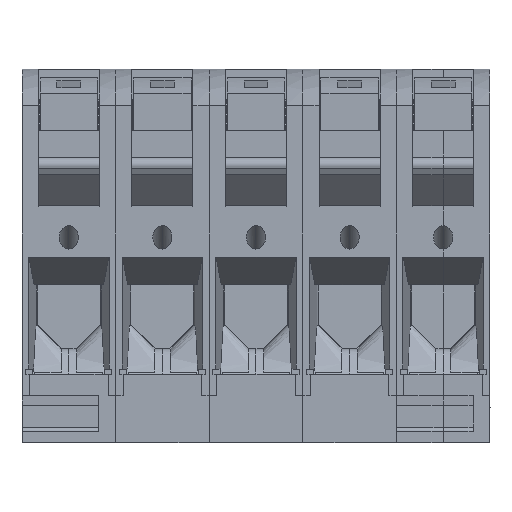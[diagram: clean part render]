
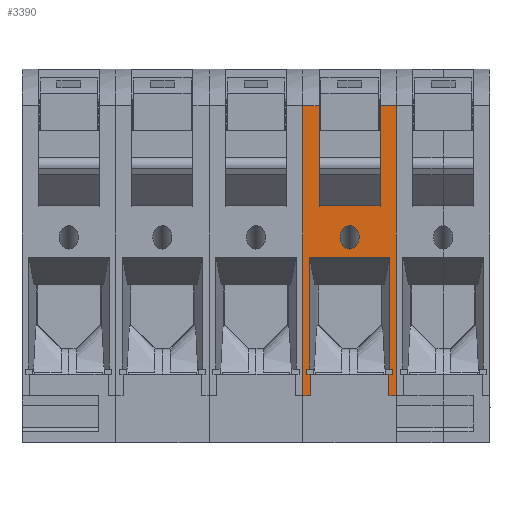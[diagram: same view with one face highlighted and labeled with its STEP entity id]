
A CAD part, front view. The second image highlights one B-rep face of the part: STEP entity #3390.
In plain terms, the highlighted face is planar.
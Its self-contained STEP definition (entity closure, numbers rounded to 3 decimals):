
#1570=CARTESIAN_POINT('',(-46.016,-81.617,
50.));
#1580=DIRECTION('',(1.,0.,0.));
#1590=DIRECTION('',(0.,-1.,0.));
#1600=AXIS2_PLACEMENT_3D('',#1570,#1580,#1590);
#1610=PLANE('',#1600);
#1620=CARTESIAN_POINT('',(-46.016,-4.161,
-23.));
#1630=DIRECTION('',(0.,0.,-1.));
#1640=VECTOR('',#1630,1.);
#1650=LINE('',#1620,#1640);
#1660=CARTESIAN_POINT('',(-46.016,-4.161,
0.));
#1670=VERTEX_POINT('',#1660);
#1680=CARTESIAN_POINT('',(-46.016,-4.161,
-2.));
#1690=VERTEX_POINT('',#1680);
#1700=EDGE_CURVE('',#1670,#1690,#1650,.T.);
#1710=ORIENTED_EDGE('',*,*,#1700,.T.);
#1720=CARTESIAN_POINT('',(-46.016,-49.182,
0.));
#1730=DIRECTION('',(0.,-1.,0.));
#1740=VECTOR('',#1730,1.);
#1750=LINE('',#1720,#1740);
#1760=CARTESIAN_POINT('',(-46.016,-81.617,
0.));
#1770=VERTEX_POINT('',#1760);
#1780=EDGE_CURVE('',#1670,#1770,#1750,.T.);
#1790=ORIENTED_EDGE('',*,*,#1780,.F.);
#1800=CARTESIAN_POINT('',(-46.016,-81.617,
0.));
#1810=DIRECTION('',(0.,0.,1.));
#1820=VECTOR('',#1810,1.);
#1830=LINE('',#1800,#1820);
#1840=CARTESIAN_POINT('',(-46.016,-81.617,
-4.35));
#1850=VERTEX_POINT('',#1840);
#1860=EDGE_CURVE('',#1850,#1770,#1830,.T.);
#1870=ORIENTED_EDGE('',*,*,#1860,.T.);
#1880=CARTESIAN_POINT('',(-46.016,-49.182,
-4.35));
#1890=DIRECTION('',(0.,1.,0.));
#1900=VECTOR('',#1890,1.);
#1910=LINE('',#1880,#1900);
#1920=CARTESIAN_POINT('',(-46.016,-54.848,
-4.35));
#1930=VERTEX_POINT('',#1920);
#1940=EDGE_CURVE('',#1850,#1930,#1910,.T.);
#1950=ORIENTED_EDGE('',*,*,#1940,.F.);
#1960=CARTESIAN_POINT('',(-46.016,-54.848,
-23.));
#1970=DIRECTION('',(0.,0.,1.));
#1980=VECTOR('',#1970,1.);
#1990=LINE('',#1960,#1980);
#2000=CARTESIAN_POINT('',(-46.016,-54.848,
-20.65));
#2010=VERTEX_POINT('',#2000);
#2020=EDGE_CURVE('',#2010,#1930,#1990,.T.);
#2030=ORIENTED_EDGE('',*,*,#2020,.T.);
#2040=CARTESIAN_POINT('',(-46.016,-49.182,
-20.65));
#2050=DIRECTION('',(0.,-1.,0.));
#2060=VECTOR('',#2050,1.);
#2070=LINE('',#2040,#2060);
#2080=CARTESIAN_POINT('',(-46.016,-81.617,
-20.65));
#2090=VERTEX_POINT('',#2080);
#2100=EDGE_CURVE('',#2010,#2090,#2070,.T.);
#2110=ORIENTED_EDGE('',*,*,#2100,.F.);
#2120=CARTESIAN_POINT('',(-46.016,-81.617,
-25.));
#2130=DIRECTION('',(0.,0.,-1.));
#2140=VECTOR('',#2130,1.);
#2150=LINE('',#2120,#2140);
#2160=CARTESIAN_POINT('',(-46.016,-81.617,
-25.));
#2170=VERTEX_POINT('',#2160);
#2180=EDGE_CURVE('',#2090,#2170,#2150,.T.);
#2190=ORIENTED_EDGE('',*,*,#2180,.F.);
#2200=CARTESIAN_POINT('',(-46.016,-49.182,-25.
));
#2210=DIRECTION('',(0.,1.,0.));
#2220=VECTOR('',#2210,1.);
#2230=LINE('',#2200,#2220);
#2240=CARTESIAN_POINT('',(-46.016,-4.161,
-25.));
#2250=VERTEX_POINT('',#2240);
#2260=EDGE_CURVE('',#2170,#2250,#2230,.T.);
#2270=ORIENTED_EDGE('',*,*,#2260,.F.);
#2280=CARTESIAN_POINT('',(-46.016,-4.161,
-23.));
#2290=DIRECTION('',(0.,0.,-1.));
#2300=VECTOR('',#2290,1.);
#2310=LINE('',#2280,#2300);
#2320=CARTESIAN_POINT('',(-46.016,-4.161,
-23.));
#2330=VERTEX_POINT('',#2320);
#2340=EDGE_CURVE('',#2330,#2250,#2310,.T.);
#2350=ORIENTED_EDGE('',*,*,#2340,.T.);
#2360=CARTESIAN_POINT('',(-46.016,-49.182,
-23.));
#2370=DIRECTION('',(0.,1.,0.));
#2380=VECTOR('',#2370,1.);
#2390=LINE('',#2360,#2380);
#2400=CARTESIAN_POINT('',(-46.016,-9.846,
-23.));
#2410=VERTEX_POINT('',#2400);
#2420=EDGE_CURVE('',#2410,#2330,#2390,.T.);
#2430=ORIENTED_EDGE('',*,*,#2420,.T.);
#2440=CARTESIAN_POINT('',(-46.016,-9.846,
-23.));
#2450=DIRECTION('',(0.,0.,-1.));
#2460=VECTOR('',#2450,1.);
#2470=LINE('',#2440,#2460);
#2480=CARTESIAN_POINT('',(-46.016,-9.846,
-24.));
#2490=VERTEX_POINT('',#2480);
#2500=EDGE_CURVE('',#2410,#2490,#2470,.T.);
#2510=ORIENTED_EDGE('',*,*,#2500,.F.);
#2520=CARTESIAN_POINT('',(-46.016,-49.182,
-24.));
#2530=DIRECTION('',(0.,-1.,0.));
#2540=VECTOR('',#2530,1.);
#2550=LINE('',#2520,#2540);
#2560=CARTESIAN_POINT('',(-46.016,-11.246,
-24.));
#2570=VERTEX_POINT('',#2560);
#2580=EDGE_CURVE('',#2490,#2570,#2550,.T.);
#2590=ORIENTED_EDGE('',*,*,#2580,.F.);
#2600=CARTESIAN_POINT('',(-46.016,-11.246,
-23.));
#2610=DIRECTION('',(0.,0.,-1.));
#2620=VECTOR('',#2610,1.);
#2630=LINE('',#2600,#2620);
#2640=CARTESIAN_POINT('',(-46.016,-11.246,
-23.243));
#2650=VERTEX_POINT('',#2640);
#2660=EDGE_CURVE('',#2650,#2570,#2630,.T.);
#2670=ORIENTED_EDGE('',*,*,#2660,.T.);
#2680=CARTESIAN_POINT('',(-46.016,-49.182,
-23.243));
#2690=DIRECTION('',(0.,1.,0.));
#2700=VECTOR('',#2690,1.);
#2710=LINE('',#2680,#2700);
#2720=CARTESIAN_POINT('',(-46.016,-41.126,
-23.243));
#2730=VERTEX_POINT('',#2720);
#2740=EDGE_CURVE('',#2730,#2650,#2710,.T.);
#2750=ORIENTED_EDGE('',*,*,#2740,.T.);
#2760=CARTESIAN_POINT('',(-46.016,-41.126,
-23.));
#2770=DIRECTION('',(0.,0.,-1.));
#2780=VECTOR('',#2770,1.);
#2790=LINE('',#2760,#2780);
#2800=CARTESIAN_POINT('',(-46.016,-41.126,
-1.757));
#2810=VERTEX_POINT('',#2800);
#2820=EDGE_CURVE('',#2810,#2730,#2790,.T.);
#2830=ORIENTED_EDGE('',*,*,#2820,.T.);
#2840=CARTESIAN_POINT('',(-46.016,-49.182,
-1.757));
#2850=DIRECTION('',(0.,1.,0.));
#2860=VECTOR('',#2850,1.);
#2870=LINE('',#2840,#2860);
#2880=CARTESIAN_POINT('',(-46.016,-11.246,
-1.757));
#2890=VERTEX_POINT('',#2880);
#2900=EDGE_CURVE('',#2810,#2890,#2870,.T.);
#2910=ORIENTED_EDGE('',*,*,#2900,.F.);
#2920=CARTESIAN_POINT('',(-46.016,-11.246,
-23.));
#2930=DIRECTION('',(0.,0.,-1.));
#2940=VECTOR('',#2930,1.);
#2950=LINE('',#2920,#2940);
#2960=CARTESIAN_POINT('',(-46.016,-11.246,
-1.));
#2970=VERTEX_POINT('',#2960);
#2980=EDGE_CURVE('',#2970,#2890,#2950,.T.);
#2990=ORIENTED_EDGE('',*,*,#2980,.T.);
#3000=CARTESIAN_POINT('',(-46.016,-49.182,
-1.));
#3010=DIRECTION('',(0.,-1.,0.));
#3020=VECTOR('',#3010,1.);
#3030=LINE('',#3000,#3020);
#3040=CARTESIAN_POINT('',(-46.016,-9.846,
-1.));
#3050=VERTEX_POINT('',#3040);
#3060=EDGE_CURVE('',#3050,#2970,#3030,.T.);
#3070=ORIENTED_EDGE('',*,*,#3060,.T.);
#3080=CARTESIAN_POINT('',(-46.016,-9.846,
-2.));
#3090=VERTEX_POINT('',#3080);
#3100=EDGE_CURVE('',#3050,#3090,#2470,.T.);
#3110=ORIENTED_EDGE('',*,*,#3100,.F.);
#3120=CARTESIAN_POINT('',(-46.016,-49.182,-2.
));
#3130=DIRECTION('',(0.,1.,0.));
#3140=VECTOR('',#3130,1.);
#3150=LINE('',#3120,#3140);
#3160=EDGE_CURVE('',#3090,#1690,#3150,.T.);
#3170=ORIENTED_EDGE('',*,*,#3160,.F.);
#3180=EDGE_LOOP('',(#3170,#3110,#3070,#2990,#2910,#2830,#2750,#2670,
#2590,#2510,#2430,#2350,#2270,#2190,#2110,#2030,#1950,#1870,#1790,#1710)
);
#3190=FACE_OUTER_BOUND('',#3180,.T.);
#3200=CARTESIAN_POINT('',(-46.016,-46.436,
-12.5));
#3210=DIRECTION('',(-1.,0.,0.));
#3220=DIRECTION('',(0.,-1.,0.));
#3230=AXIS2_PLACEMENT_3D('',#3200,#3210,#3220);
#3240=ELLIPSE('',#3230,3.113,2.55);
#3250=CARTESIAN_POINT('',(-46.016,-49.495,
-12.975));
#3260=VERTEX_POINT('',#3250);
#3270=CARTESIAN_POINT('',(-46.016,-49.549,
-12.5));
#3280=VERTEX_POINT('',#3270);
#3290=EDGE_CURVE('',#3260,#3280,#3240,.T.);
#3300=ORIENTED_EDGE('',*,*,#3290,.F.);
#3310=CARTESIAN_POINT('',(-46.016,-43.323,
-12.5));
#3320=VERTEX_POINT('',#3310);
#3330=EDGE_CURVE('',#3280,#3320,#3240,.T.);
#3340=ORIENTED_EDGE('',*,*,#3330,.F.);
#3350=EDGE_CURVE('',#3320,#3260,#3240,.T.);
#3360=ORIENTED_EDGE('',*,*,#3350,.F.);
#3370=EDGE_LOOP('',(#3360,#3340,#3300));
#3380=FACE_BOUND('',#3370,.T.);
#3390=ADVANCED_FACE('',(#3190,#3380),#1610,.F.);
